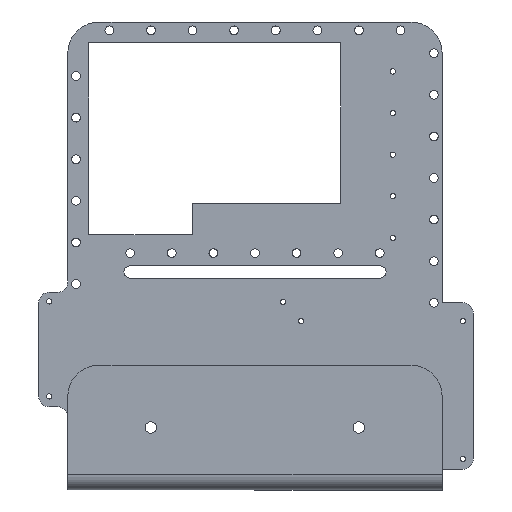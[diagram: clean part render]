
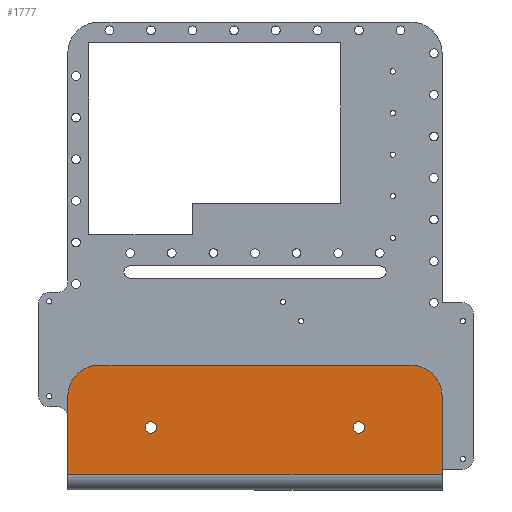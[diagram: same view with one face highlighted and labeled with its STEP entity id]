
A CAD part, front view. The second image highlights one B-rep face of the part: STEP entity #1777.
In plain terms, the highlighted planar face has unit normal (0, -1, 0).
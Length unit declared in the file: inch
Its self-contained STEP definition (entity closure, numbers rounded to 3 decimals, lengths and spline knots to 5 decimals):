
#151 = VERTEX_POINT ( 'NONE', #1379 ) ;
#169 = VECTOR ( 'NONE', #2893, 39.37008 ) ;
#195 = CARTESIAN_POINT ( 'NONE',  ( 0., 0.0625, 0. ) ) ;
#198 = AXIS2_PLACEMENT_3D ( 'NONE', #1105, #3020, #1450 ) ;
#249 = CARTESIAN_POINT ( 'NONE',  ( 7., 0.0625, 1.3622 ) ) ;
#431 = CIRCLE ( 'NONE', #4676, 0.1378 ) ;
#449 = VERTEX_POINT ( 'NONE', #3157 ) ;
#474 = AXIS2_PLACEMENT_3D ( 'NONE', #4065, #3311, #2990 ) ;
#501 = DIRECTION ( 'NONE',  ( 0., -1., 0. ) ) ;
#567 = DIRECTION ( 'NONE',  ( 0., 0., -1. ) ) ;
#625 = CIRCLE ( 'NONE', #3720, 0.1378 ) ;
#631 = AXIS2_PLACEMENT_3D ( 'NONE', #4380, #2070, #3287 ) ;
#664 = ORIENTED_EDGE ( 'NONE', *, *, #3143, .F. ) ;
#716 = EDGE_CURVE ( 'NONE', #1104, #1534, #3340, .T. ) ;
#717 = ORIENTED_EDGE ( 'NONE', *, *, #2378, .F. ) ;
#764 = FACE_BOUND ( 'NONE', #3110, .T. ) ;
#783 = ORIENTED_EDGE ( 'NONE', *, *, #2652, .F. ) ;
#943 = FACE_BOUND ( 'NONE', #4479, .T. ) ;
#950 = DIRECTION ( 'NONE',  ( 1., 0., 0. ) ) ;
#1051 = CIRCLE ( 'NONE', #2603, 0.1378 ) ;
#1077 = ORIENTED_EDGE ( 'NONE', *, *, #2830, .F. ) ;
#1104 = VERTEX_POINT ( 'NONE', #3596 ) ;
#1105 = CARTESIAN_POINT ( 'NONE',  ( 8.25, 0.0625, 2.25 ) ) ;
#1367 = CARTESIAN_POINT ( 'NONE',  ( 0., 0.0625, 3. ) ) ;
#1379 = CARTESIAN_POINT ( 'NONE',  ( 7., 0.0625, 1.6378 ) ) ;
#1426 = CARTESIAN_POINT ( 'NONE',  ( 0., 0.0625, 2.25 ) ) ;
#1450 = DIRECTION ( 'NONE',  ( 0., 0., 1. ) ) ;
#1485 = DIRECTION ( 'NONE',  ( 1., 0., 0. ) ) ;
#1498 = DIRECTION ( 'NONE',  ( 0., 1., 0. ) ) ;
#1534 = VERTEX_POINT ( 'NONE', #4436 ) ;
#1636 = LINE ( 'NONE', #3797, #4838 ) ;
#1682 = AXIS2_PLACEMENT_3D ( 'NONE', #4531, #1498, #2672 ) ;
#1777 = ADVANCED_FACE ( 'NONE', ( #943, #764, #3672 ), #1818, .F. ) ;
#1818 = PLANE ( 'NONE',  #1682 ) ;
#1962 = EDGE_CURVE ( 'NONE', #4456, #4765, #4779, .T. ) ;
#2035 = EDGE_LOOP ( 'NONE', ( #3488, #4404, #717, #3327, #783, #4575 ) ) ;
#2070 = DIRECTION ( 'NONE',  ( 0., -1., 0. ) ) ;
#2074 = DIRECTION ( 'NONE',  ( 0., 0., -1. ) ) ;
#2170 = LINE ( 'NONE', #195, #169 ) ;
#2227 = VECTOR ( 'NONE', #950, 39.37008 ) ;
#2378 = EDGE_CURVE ( 'NONE', #4456, #449, #4716, .T. ) ;
#2450 = DIRECTION ( 'NONE',  ( 0., -1., 0. ) ) ;
#2487 = CARTESIAN_POINT ( 'NONE',  ( 2., 0.0625, 1.5 ) ) ;
#2591 = DIRECTION ( 'NONE',  ( 0., 0., -1. ) ) ;
#2603 = AXIS2_PLACEMENT_3D ( 'NONE', #2901, #4129, #2591 ) ;
#2652 = EDGE_CURVE ( 'NONE', #2991, #4765, #2170, .T. ) ;
#2672 = DIRECTION ( 'NONE',  ( 0., 0., 1. ) ) ;
#2697 = VERTEX_POINT ( 'NONE', #249 ) ;
#2830 = EDGE_CURVE ( 'NONE', #151, #2697, #625, .T. ) ;
#2847 = VERTEX_POINT ( 'NONE', #4752 ) ;
#2893 = DIRECTION ( 'NONE',  ( 0., 0., 1. ) ) ;
#2901 = CARTESIAN_POINT ( 'NONE',  ( 2., 0.0625, 1.5 ) ) ;
#2945 = CARTESIAN_POINT ( 'NONE',  ( 2., 0.0625, 1.6378 ) ) ;
#2990 = DIRECTION ( 'NONE',  ( 0., 0., -1. ) ) ;
#2991 = VERTEX_POINT ( 'NONE', #3702 ) ;
#2995 = EDGE_CURVE ( 'NONE', #2847, #4731, #1051, .T. ) ;
#3020 = DIRECTION ( 'NONE',  ( 0., -1., 0. ) ) ;
#3063 = EDGE_CURVE ( 'NONE', #1104, #449, #4572, .T. ) ;
#3092 = CIRCLE ( 'NONE', #474, 0.1378 ) ;
#3110 = EDGE_LOOP ( 'NONE', ( #4932, #664 ) ) ;
#3143 = EDGE_CURVE ( 'NONE', #4731, #2847, #431, .T. ) ;
#3157 = CARTESIAN_POINT ( 'NONE',  ( 8.25, 0.0625, 3. ) ) ;
#3287 = DIRECTION ( 'NONE',  ( 0., 0., 1. ) ) ;
#3311 = DIRECTION ( 'NONE',  ( 0., -1., 0. ) ) ;
#3327 = ORIENTED_EDGE ( 'NONE', *, *, #1962, .T. ) ;
#3340 = LINE ( 'NONE', #4888, #4682 ) ;
#3488 = ORIENTED_EDGE ( 'NONE', *, *, #716, .F. ) ;
#3596 = CARTESIAN_POINT ( 'NONE',  ( 9., 0.0625, 2.25 ) ) ;
#3672 = FACE_OUTER_BOUND ( 'NONE', #2035, .T. ) ;
#3702 = CARTESIAN_POINT ( 'NONE',  ( 0., 0.0625, 0.375 ) ) ;
#3720 = AXIS2_PLACEMENT_3D ( 'NONE', #4769, #2450, #2074 ) ;
#3737 = DIRECTION ( 'NONE',  ( 0., 0., -1. ) ) ;
#3772 = EDGE_CURVE ( 'NONE', #2697, #151, #3092, .T. ) ;
#3797 = CARTESIAN_POINT ( 'NONE',  ( 0., 0.0625, 0.375 ) ) ;
#3926 = EDGE_CURVE ( 'NONE', #2991, #1534, #1636, .T. ) ;
#4065 = CARTESIAN_POINT ( 'NONE',  ( 7., 0.0625, 1.5 ) ) ;
#4129 = DIRECTION ( 'NONE',  ( 0., -1., 0. ) ) ;
#4327 = CARTESIAN_POINT ( 'NONE',  ( 0.75, 0.0625, 3. ) ) ;
#4380 = CARTESIAN_POINT ( 'NONE',  ( 0.75, 0.0625, 2.25 ) ) ;
#4404 = ORIENTED_EDGE ( 'NONE', *, *, #3063, .T. ) ;
#4436 = CARTESIAN_POINT ( 'NONE',  ( 9., 0.0625, 0.375 ) ) ;
#4456 = VERTEX_POINT ( 'NONE', #4327 ) ;
#4479 = EDGE_LOOP ( 'NONE', ( #4722, #1077 ) ) ;
#4531 = CARTESIAN_POINT ( 'NONE',  ( 0., 0.0625, 0. ) ) ;
#4572 = CIRCLE ( 'NONE', #198, 0.75 ) ;
#4575 = ORIENTED_EDGE ( 'NONE', *, *, #3926, .T. ) ;
#4676 = AXIS2_PLACEMENT_3D ( 'NONE', #2487, #501, #567 ) ;
#4682 = VECTOR ( 'NONE', #3737, 39.37008 ) ;
#4716 = LINE ( 'NONE', #1367, #2227 ) ;
#4722 = ORIENTED_EDGE ( 'NONE', *, *, #3772, .F. ) ;
#4731 = VERTEX_POINT ( 'NONE', #2945 ) ;
#4752 = CARTESIAN_POINT ( 'NONE',  ( 2., 0.0625, 1.3622 ) ) ;
#4765 = VERTEX_POINT ( 'NONE', #1426 ) ;
#4769 = CARTESIAN_POINT ( 'NONE',  ( 7., 0.0625, 1.5 ) ) ;
#4779 = CIRCLE ( 'NONE', #631, 0.75 ) ;
#4838 = VECTOR ( 'NONE', #1485, 39.37008 ) ;
#4888 = CARTESIAN_POINT ( 'NONE',  ( 9., 0.0625, 0. ) ) ;
#4932 = ORIENTED_EDGE ( 'NONE', *, *, #2995, .F. ) ;
